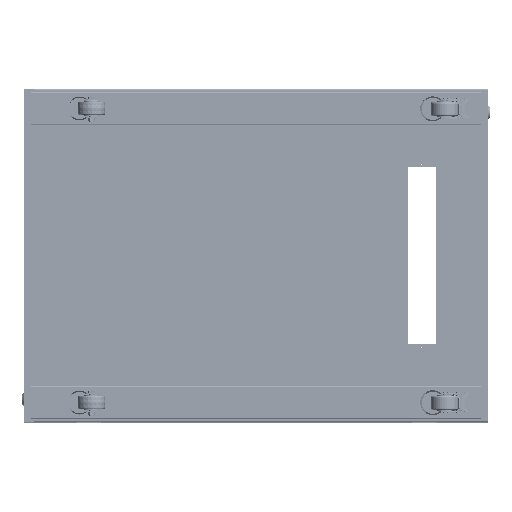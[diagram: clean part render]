
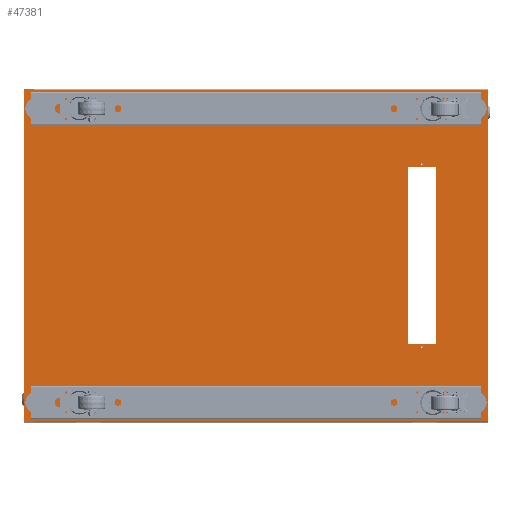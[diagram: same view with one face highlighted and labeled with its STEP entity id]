
A CAD part, top view. The second image highlights one B-rep face of the part: STEP entity #47381.
In plain terms, the highlighted planar face has unit normal (0, 0, 1).
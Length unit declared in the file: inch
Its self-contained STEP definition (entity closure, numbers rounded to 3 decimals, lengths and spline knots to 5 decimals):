
#623 = DIRECTION ( 'NONE',  ( 0., 0., -1. ) ) ;
#2825 = VERTEX_POINT ( 'NONE', #115264 ) ;
#7095 = CARTESIAN_POINT ( 'NONE',  ( -16.09843, 11.81102, 0. ) ) ;
#7494 = ORIENTED_EDGE ( 'NONE', *, *, #120826, .T. ) ;
#11478 = DIRECTION ( 'NONE',  ( 0., 0., -1. ) ) ;
#11703 = CARTESIAN_POINT ( 'NONE',  ( 16.09843, 11.76378, 0. ) ) ;
#13380 = DIRECTION ( 'NONE',  ( 0., 0., -1. ) ) ;
#15871 = VECTOR ( 'NONE', #82143, 39.37008 ) ;
#16541 = LINE ( 'NONE', #145277, #93567 ) ;
#19748 = ORIENTED_EDGE ( 'NONE', *, *, #39761, .T. ) ;
#20171 = LINE ( 'NONE', #46215, #64034 ) ;
#23221 = VECTOR ( 'NONE', #86953, 39.37008 ) ;
#25027 = EDGE_CURVE ( 'NONE', #96222, #145921, #38308, .T. ) ;
#26795 = VECTOR ( 'NONE', #73724, 39.37008 ) ;
#29104 = VECTOR ( 'NONE', #115995, 39.37008 ) ;
#30279 = ORIENTED_EDGE ( 'NONE', *, *, #73147, .T. ) ;
#31315 = CARTESIAN_POINT ( 'NONE',  ( 10.43307, -6.29921, 0. ) ) ;
#35427 = PLANE ( 'NONE',  #36547 ) ;
#36547 = AXIS2_PLACEMENT_3D ( 'NONE', #86763, #112852, #48047 ) ;
#36758 = CARTESIAN_POINT ( 'NONE',  ( -16.09843, 11.81102, 0. ) ) ;
#36765 = CARTESIAN_POINT ( 'NONE',  ( -16.79921, 11.81102, 0. ) ) ;
#36823 = ORIENTED_EDGE ( 'NONE', *, *, #153366, .T. ) ;
#37666 = VERTEX_POINT ( 'NONE', #130435 ) ;
#38308 = CIRCLE ( 'NONE', #140434, 0.06299 ) ;
#38941 = EDGE_CURVE ( 'NONE', #2825, #139640, #90933, .T. ) ;
#39103 = ORIENTED_EDGE ( 'NONE', *, *, #50493, .T. ) ;
#39346 = CIRCLE ( 'NONE', #136041, 0.06299 ) ;
#39467 = ORIENTED_EDGE ( 'NONE', *, *, #38941, .T. ) ;
#39761 = EDGE_CURVE ( 'NONE', #164135, #86839, #76213, .T. ) ;
#39775 = DIRECTION ( 'NONE',  ( -1., 0., 0. ) ) ;
#41466 = DIRECTION ( 'NONE',  ( 0., -1., 0. ) ) ;
#42566 = VERTEX_POINT ( 'NONE', #92030 ) ;
#44545 = CARTESIAN_POINT ( 'NONE',  ( 16.09843, 11.81102, 0. ) ) ;
#46215 = CARTESIAN_POINT ( 'NONE',  ( 12.44094, 6.29921, 0. ) ) ;
#46569 = LINE ( 'NONE', #7095, #23221 ) ;
#47381 = ADVANCED_FACE ( 'NONE', ( #60656, #72466, #137266, #126313 ), #35427, .T. ) ;
#48047 = DIRECTION ( 'NONE',  ( 0., -1., 0. ) ) ;
#50314 = AXIS2_PLACEMENT_3D ( 'NONE', #77059, #11478, #51778 ) ;
#50493 = EDGE_CURVE ( 'NONE', #145921, #96222, #64605, .T. ) ;
#51741 = EDGE_CURVE ( 'NONE', #131179, #157927, #64196, .T. ) ;
#51778 = DIRECTION ( 'NONE',  ( -1., 0., 0. ) ) ;
#56923 = CARTESIAN_POINT ( 'NONE',  ( -16.09843, 11.81102, 0. ) ) ;
#60274 = LINE ( 'NONE', #86386, #138566 ) ;
#60656 = FACE_BOUND ( 'NONE', #154680, .T. ) ;
#63547 = VERTEX_POINT ( 'NONE', #64283 ) ;
#64034 = VECTOR ( 'NONE', #96761, 39.37008 ) ;
#64196 = LINE ( 'NONE', #91136, #78339 ) ;
#64283 = CARTESIAN_POINT ( 'NONE',  ( -16.09843, -11.81102, 0. ) ) ;
#64605 = CIRCLE ( 'NONE', #155949, 0.06299 ) ;
#64650 = DIRECTION ( 'NONE',  ( 1., 0., 0. ) ) ;
#69543 = VECTOR ( 'NONE', #129630, 39.37008 ) ;
#69905 = ORIENTED_EDGE ( 'NONE', *, *, #51741, .T. ) ;
#70942 = VERTEX_POINT ( 'NONE', #56923 ) ;
#71726 = VECTOR ( 'NONE', #39775, 39.37008 ) ;
#71821 = CIRCLE ( 'NONE', #50314, 0.06299 ) ;
#72466 = FACE_BOUND ( 'NONE', #166140, .T. ) ;
#73147 = EDGE_CURVE ( 'NONE', #157927, #63547, #60274, .T. ) ;
#73724 = DIRECTION ( 'NONE',  ( 0., -1., 0. ) ) ;
#74664 = DIRECTION ( 'NONE',  ( 1., 0., 0. ) ) ;
#76213 = LINE ( 'NONE', #99856, #26795 ) ;
#77059 = CARTESIAN_POINT ( 'NONE',  ( 11.43701, -6.49606, 0. ) ) ;
#78339 = VECTOR ( 'NONE', #41466, 39.37008 ) ;
#78824 = ORIENTED_EDGE ( 'NONE', *, *, #126973, .T. ) ;
#79267 = ORIENTED_EDGE ( 'NONE', *, *, #128057, .T. ) ;
#82143 = DIRECTION ( 'NONE',  ( -1., 0., 0. ) ) ;
#83969 = ORIENTED_EDGE ( 'NONE', *, *, #155174, .T. ) ;
#86072 = VERTEX_POINT ( 'NONE', #135480 ) ;
#86386 = CARTESIAN_POINT ( 'NONE',  ( -16.09843, -11.81102, 0. ) ) ;
#86763 = CARTESIAN_POINT ( 'NONE',  ( 0., 0., 0. ) ) ;
#86839 = VERTEX_POINT ( 'NONE', #156180 ) ;
#86953 = DIRECTION ( 'NONE',  ( 0., 1., 0. ) ) ;
#87422 = LINE ( 'NONE', #11703, #29104 ) ;
#88126 = CARTESIAN_POINT ( 'NONE',  ( 11.43701, -6.49606, 0. ) ) ;
#89587 = CARTESIAN_POINT ( 'NONE',  ( 11.37402, 6.49606, 0. ) ) ;
#90594 = DIRECTION ( 'NONE',  ( -1., 0., 0. ) ) ;
#90933 = LINE ( 'NONE', #142251, #69543 ) ;
#91136 = CARTESIAN_POINT ( 'NONE',  ( -16.79921, 11.81102, 0. ) ) ;
#92030 = CARTESIAN_POINT ( 'NONE',  ( -16.09843, 11.76378, 0. ) ) ;
#93567 = VECTOR ( 'NONE', #104919, 39.37008 ) ;
#95146 = CARTESIAN_POINT ( 'NONE',  ( 11.5, 6.49606, 0. ) ) ;
#95894 = LINE ( 'NONE', #44545, #111980 ) ;
#96222 = VERTEX_POINT ( 'NONE', #95146 ) ;
#96761 = DIRECTION ( 'NONE',  ( 1., 0., 0. ) ) ;
#98041 = EDGE_CURVE ( 'NONE', #159603, #86072, #39346, .T. ) ;
#98819 = CARTESIAN_POINT ( 'NONE',  ( 12.44094, 6.29921, 0. ) ) ;
#99856 = CARTESIAN_POINT ( 'NONE',  ( 12.44094, 6.29921, 0. ) ) ;
#100150 = EDGE_CURVE ( 'NONE', #104709, #37666, #16541, .T. ) ;
#101288 = CARTESIAN_POINT ( 'NONE',  ( 12.44094, -6.29921, 0. ) ) ;
#101619 = CARTESIAN_POINT ( 'NONE',  ( 11.43701, 6.49606, 0. ) ) ;
#104709 = VERTEX_POINT ( 'NONE', #31315 ) ;
#104919 = DIRECTION ( 'NONE',  ( 0., 1., 0. ) ) ;
#105111 = ORIENTED_EDGE ( 'NONE', *, *, #155004, .T. ) ;
#105454 = ORIENTED_EDGE ( 'NONE', *, *, #153496, .T. ) ;
#106303 = EDGE_LOOP ( 'NONE', ( #7494, #69905, #30279, #150019, #39467, #78824, #83969, #36823 ) ) ;
#110383 = ORIENTED_EDGE ( 'NONE', *, *, #25027, .T. ) ;
#110454 = EDGE_LOOP ( 'NONE', ( #39103, #110383 ) ) ;
#111980 = VECTOR ( 'NONE', #147206, 39.37008 ) ;
#112852 = DIRECTION ( 'NONE',  ( 0., 0., 1. ) ) ;
#113368 = DIRECTION ( 'NONE',  ( 0., 0., -1. ) ) ;
#115264 = CARTESIAN_POINT ( 'NONE',  ( -16.09843, -11.76378, 0. ) ) ;
#115995 = DIRECTION ( 'NONE',  ( -1., 0., 0. ) ) ;
#116840 = EDGE_CURVE ( 'NONE', #63547, #2825, #141095, .T. ) ;
#116857 = CARTESIAN_POINT ( 'NONE',  ( 16.09843, 11.76378, 0. ) ) ;
#120826 = EDGE_CURVE ( 'NONE', #70942, #131179, #145272, .T. ) ;
#125828 = CARTESIAN_POINT ( 'NONE',  ( -16.79921, -11.81102, 0. ) ) ;
#126313 = FACE_OUTER_BOUND ( 'NONE', #106303, .T. ) ;
#126973 = EDGE_CURVE ( 'NONE', #139640, #141712, #95894, .T. ) ;
#128057 = EDGE_CURVE ( 'NONE', #86072, #159603, #71821, .T. ) ;
#129630 = DIRECTION ( 'NONE',  ( 1., 0., 0. ) ) ;
#130435 = CARTESIAN_POINT ( 'NONE',  ( 10.43307, 6.29921, 0. ) ) ;
#131179 = VERTEX_POINT ( 'NONE', #36765 ) ;
#132838 = CARTESIAN_POINT ( 'NONE',  ( 11.5, -6.49606, 0. ) ) ;
#135480 = CARTESIAN_POINT ( 'NONE',  ( 11.37402, -6.49606, 0. ) ) ;
#136041 = AXIS2_PLACEMENT_3D ( 'NONE', #88126, #113368, #90594 ) ;
#137266 = FACE_BOUND ( 'NONE', #110454, .T. ) ;
#138566 = VECTOR ( 'NONE', #141043, 39.37008 ) ;
#139640 = VERTEX_POINT ( 'NONE', #155637 ) ;
#140434 = AXIS2_PLACEMENT_3D ( 'NONE', #101619, #623, #74664 ) ;
#141043 = DIRECTION ( 'NONE',  ( 1., 0., 0. ) ) ;
#141095 = LINE ( 'NONE', #36758, #152150 ) ;
#141712 = VERTEX_POINT ( 'NONE', #116857 ) ;
#142251 = CARTESIAN_POINT ( 'NONE',  ( -16.09843, -11.76378, 0. ) ) ;
#145272 = LINE ( 'NONE', #146093, #15871 ) ;
#145277 = CARTESIAN_POINT ( 'NONE',  ( 10.43307, 6.29921, 0. ) ) ;
#145585 = ORIENTED_EDGE ( 'NONE', *, *, #98041, .T. ) ;
#145921 = VERTEX_POINT ( 'NONE', #89587 ) ;
#146093 = CARTESIAN_POINT ( 'NONE',  ( -16.09843, 11.81102, 0. ) ) ;
#147206 = DIRECTION ( 'NONE',  ( 0., 1., 0. ) ) ;
#150019 = ORIENTED_EDGE ( 'NONE', *, *, #116840, .T. ) ;
#151436 = ORIENTED_EDGE ( 'NONE', *, *, #100150, .T. ) ;
#152150 = VECTOR ( 'NONE', #153722, 39.37008 ) ;
#153366 = EDGE_CURVE ( 'NONE', #42566, #70942, #46569, .T. ) ;
#153496 = EDGE_CURVE ( 'NONE', #86839, #104709, #154244, .T. ) ;
#153722 = DIRECTION ( 'NONE',  ( 0., 1., 0. ) ) ;
#154244 = LINE ( 'NONE', #101288, #71726 ) ;
#154680 = EDGE_LOOP ( 'NONE', ( #151436, #105111, #19748, #105454 ) ) ;
#155004 = EDGE_CURVE ( 'NONE', #37666, #164135, #20171, .T. ) ;
#155174 = EDGE_CURVE ( 'NONE', #141712, #42566, #87422, .T. ) ;
#155571 = CARTESIAN_POINT ( 'NONE',  ( 11.43701, 6.49606, 0. ) ) ;
#155637 = CARTESIAN_POINT ( 'NONE',  ( 16.09843, -11.76378, 0. ) ) ;
#155949 = AXIS2_PLACEMENT_3D ( 'NONE', #155571, #13380, #64650 ) ;
#156180 = CARTESIAN_POINT ( 'NONE',  ( 12.44094, -6.29921, 0. ) ) ;
#157927 = VERTEX_POINT ( 'NONE', #125828 ) ;
#159603 = VERTEX_POINT ( 'NONE', #132838 ) ;
#164135 = VERTEX_POINT ( 'NONE', #98819 ) ;
#166140 = EDGE_LOOP ( 'NONE', ( #79267, #145585 ) ) ;
